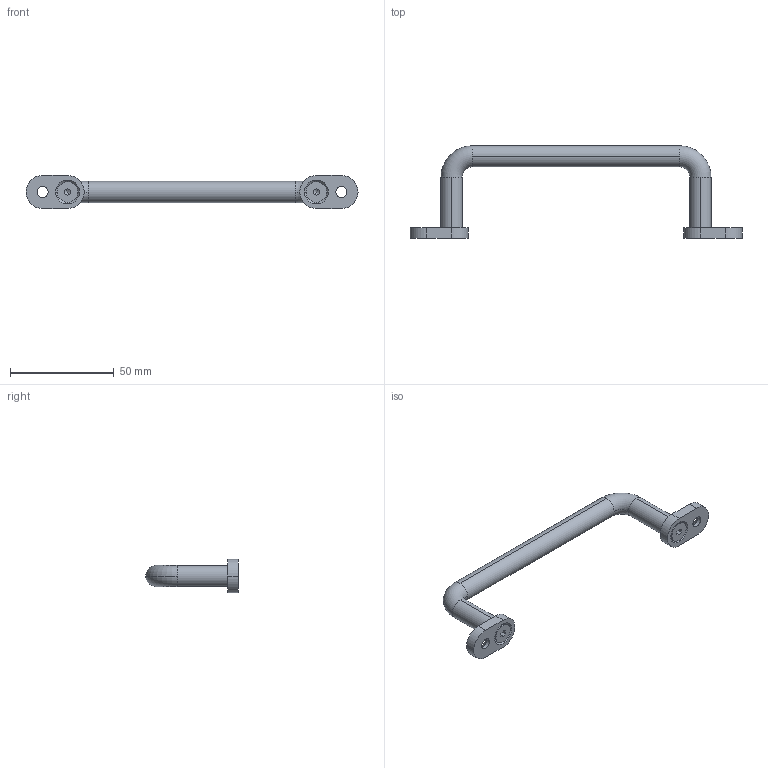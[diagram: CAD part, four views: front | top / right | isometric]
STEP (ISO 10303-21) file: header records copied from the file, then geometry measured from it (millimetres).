
FILE_DESCRIPTION (( 'STEP AP214' ), '1' );
FILE_NAME ('A693 Ðó÷êà äâåðíàÿ àëþìèíèåâàÿ, 120 ìì.STEP', '2024-04-02T14:07:17', ( '' ), ( '' ), 'SwSTEP 2.0', 'SolidWorks 2022', '' );
FILE_SCHEMA (( 'AUTOMOTIVE_DESIGN' ));
Length unit declared in the file: millimetre
Products named in the file (4): Винт M5x10 DIN 7991_00; A693 Крепление ручки_00; A693 Ручка_00; A693 Ручка дверная алюминиевая, 120 мм
Assembly tree (5 placements, depth 2):
  A693 Ручка дверная алюминиевая, 120 мм
    A693 Ручка_00
    A693 Крепление ручки_00  x2
    Винт M5x10 DIN 7991_00  x2
Bounding box: 159.8 x 44.5 x 16 mm (x, y, z)
Volume: 17922.5 mm3; surface area: 9538.3 mm2
Topology: 5 solids, 5 shells, 100 faces, 224 edges, 138 vertices
Faces by surface type: cylinder 36, plane 32, cone 24, torus 8
Entity records: 1925 total; most frequent: DIRECTION 347, CARTESIAN_POINT 289, ORIENTED_EDGE 270, AXIS2_PLACEMENT_3D 143, EDGE_CURVE 135, VERTEX_POINT 85, CIRCLE 74, EDGE_LOOP 70
